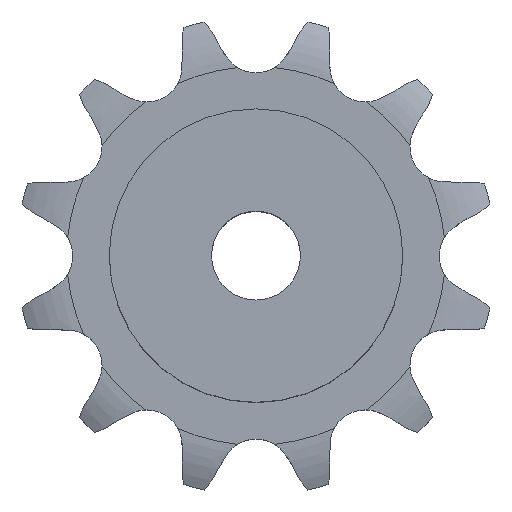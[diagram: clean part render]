
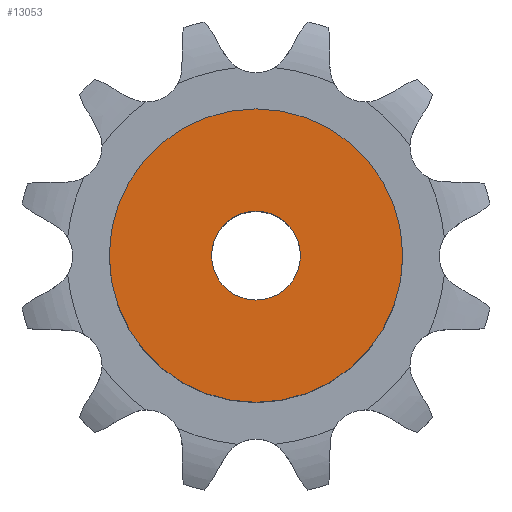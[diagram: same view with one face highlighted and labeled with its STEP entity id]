
A CAD part, top view. The second image highlights one B-rep face of the part: STEP entity #13053.
In plain terms, the highlighted planar face has unit normal (0, 0, 1).
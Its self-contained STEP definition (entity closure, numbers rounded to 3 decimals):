
#2091 = CYLINDRICAL_SURFACE('',#2092,16.5);
#2092 = AXIS2_PLACEMENT_3D('',#2093,#2094,#2095);
#2093 = CARTESIAN_POINT('',(0.,0.,0.));
#2094 = DIRECTION('',(-0.,-0.,-1.));
#2095 = DIRECTION('',(1.,0.,0.));
#8546 = VERTEX_POINT('',#8547);
#8547 = CARTESIAN_POINT('',(16.5,0.,28.));
#8568 = EDGE_CURVE('',#8546,#8546,#8569,.T.);
#8569 = SURFACE_CURVE('',#8570,(#8575,#8582),.PCURVE_S1.);
#8570 = CIRCLE('',#8571,16.5);
#8571 = AXIS2_PLACEMENT_3D('',#8572,#8573,#8574);
#8572 = CARTESIAN_POINT('',(0.,0.,28.));
#8573 = DIRECTION('',(0.,0.,1.));
#8574 = DIRECTION('',(1.,0.,0.));
#8575 = PCURVE('',#2091,#8576);
#8576 = DEFINITIONAL_REPRESENTATION('',(#8577),#8581);
#8577 = LINE('',#8578,#8579);
#8578 = CARTESIAN_POINT('',(-0.,-28.));
#8579 = VECTOR('',#8580,1.);
#8580 = DIRECTION('',(-1.,0.));
#8581 = ( GEOMETRIC_REPRESENTATION_CONTEXT(2) 
PARAMETRIC_REPRESENTATION_CONTEXT() REPRESENTATION_CONTEXT('2D SPACE',''
  ) );
#8582 = PCURVE('',#8583,#8588);
#8583 = PLANE('',#8584);
#8584 = AXIS2_PLACEMENT_3D('',#8585,#8586,#8587);
#8585 = CARTESIAN_POINT('',(0.,0.,28.)
  );
#8586 = DIRECTION('',(0.,0.,1.));
#8587 = DIRECTION('',(1.,0.,0.));
#8588 = DEFINITIONAL_REPRESENTATION('',(#8589),#8593);
#8589 = CIRCLE('',#8590,16.5);
#8590 = AXIS2_PLACEMENT_2D('',#8591,#8592);
#8591 = CARTESIAN_POINT('',(0.,0.));
#8592 = DIRECTION('',(1.,0.));
#8593 = ( GEOMETRIC_REPRESENTATION_CONTEXT(2) 
PARAMETRIC_REPRESENTATION_CONTEXT() REPRESENTATION_CONTEXT('2D SPACE',''
  ) );
#11183 = CYLINDRICAL_SURFACE('',#11184,5.);
#11184 = AXIS2_PLACEMENT_3D('',#11185,#11186,#11187);
#11185 = CARTESIAN_POINT('',(0.,0.,92.388));
#11186 = DIRECTION('',(0.,0.,1.));
#11187 = DIRECTION('',(1.,0.,0.));
#13053 = ADVANCED_FACE('',(#13054,#13057),#8583,.T.);
#13054 = FACE_BOUND('',#13055,.T.);
#13055 = EDGE_LOOP('',(#13056));
#13056 = ORIENTED_EDGE('',*,*,#8568,.T.);
#13057 = FACE_BOUND('',#13058,.T.);
#13058 = EDGE_LOOP('',(#13059));
#13059 = ORIENTED_EDGE('',*,*,#13060,.F.);
#13060 = EDGE_CURVE('',#13061,#13061,#13063,.T.);
#13061 = VERTEX_POINT('',#13062);
#13062 = CARTESIAN_POINT('',(5.,0.,28.));
#13063 = SURFACE_CURVE('',#13064,(#13069,#13076),.PCURVE_S1.);
#13064 = CIRCLE('',#13065,5.);
#13065 = AXIS2_PLACEMENT_3D('',#13066,#13067,#13068);
#13066 = CARTESIAN_POINT('',(0.,0.,28.));
#13067 = DIRECTION('',(0.,0.,1.));
#13068 = DIRECTION('',(1.,0.,0.));
#13069 = PCURVE('',#8583,#13070);
#13070 = DEFINITIONAL_REPRESENTATION('',(#13071),#13075);
#13071 = CIRCLE('',#13072,5.);
#13072 = AXIS2_PLACEMENT_2D('',#13073,#13074);
#13073 = CARTESIAN_POINT('',(0.,0.));
#13074 = DIRECTION('',(1.,0.));
#13075 = ( GEOMETRIC_REPRESENTATION_CONTEXT(2) 
PARAMETRIC_REPRESENTATION_CONTEXT() REPRESENTATION_CONTEXT('2D SPACE',''
  ) );
#13076 = PCURVE('',#11183,#13077);
#13077 = DEFINITIONAL_REPRESENTATION('',(#13078),#13082);
#13078 = LINE('',#13079,#13080);
#13079 = CARTESIAN_POINT('',(0.,-64.388));
#13080 = VECTOR('',#13081,1.);
#13081 = DIRECTION('',(1.,0.));
#13082 = ( GEOMETRIC_REPRESENTATION_CONTEXT(2) 
PARAMETRIC_REPRESENTATION_CONTEXT() REPRESENTATION_CONTEXT('2D SPACE',''
  ) );
